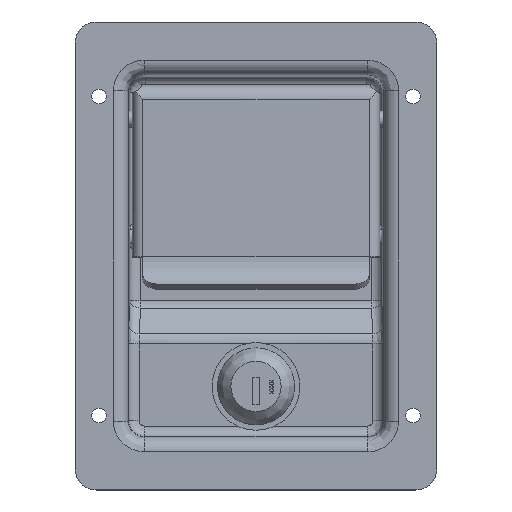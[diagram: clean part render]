
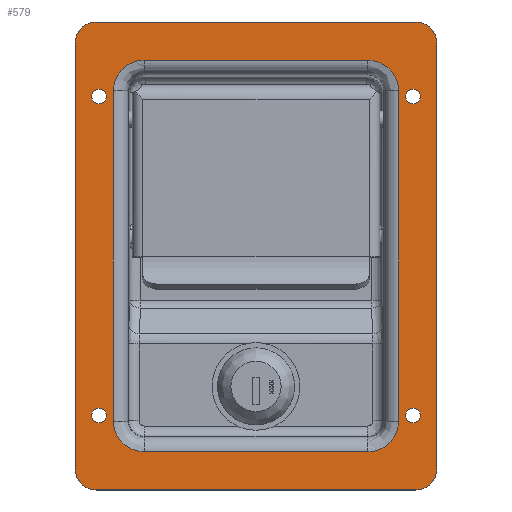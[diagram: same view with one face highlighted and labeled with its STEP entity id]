
A CAD part, top view. The second image highlights one B-rep face of the part: STEP entity #579.
In plain terms, the highlighted planar face has unit normal (0, 0, 1).
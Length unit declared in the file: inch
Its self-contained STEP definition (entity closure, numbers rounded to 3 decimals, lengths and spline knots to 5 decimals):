
#90=CARTESIAN_POINT('',(1.92969,-3.48392,0.0));
#91=VERTEX_POINT('',#90);
#92=CARTESIAN_POINT('',(1.84375,-3.48392,0.0));
#93=DIRECTION('',(0.0,0.0,-1.0));
#94=DIRECTION('',(-1.0,0.0,0.0));
#95=AXIS2_PLACEMENT_3D('',#92,#93,#94);
#96=CIRCLE('',#95,0.08594);
#97=EDGE_CURVE('',#91,#91,#96,.T.);
#118=CARTESIAN_POINT('',(-1.75781,0.26608,0.0));
#119=VERTEX_POINT('',#118);
#120=CARTESIAN_POINT('',(-1.84375,0.26608,0.0));
#121=DIRECTION('',(0.0,0.0,-1.0));
#122=DIRECTION('',(-1.0,0.0,0.0));
#123=AXIS2_PLACEMENT_3D('',#120,#121,#122);
#124=CIRCLE('',#123,0.08594);
#125=EDGE_CURVE('',#119,#119,#124,.T.);
#146=CARTESIAN_POINT('',(1.92969,0.26608,0.0));
#147=VERTEX_POINT('',#146);
#148=CARTESIAN_POINT('',(1.84375,0.26608,0.0));
#149=DIRECTION('',(0.0,0.0,-1.0));
#150=DIRECTION('',(-1.0,0.0,0.0));
#151=AXIS2_PLACEMENT_3D('',#148,#149,#150);
#152=CIRCLE('',#151,0.08594);
#153=EDGE_CURVE('',#147,#147,#152,.T.);
#174=CARTESIAN_POINT('',(-1.75781,-3.48392,0.0));
#175=VERTEX_POINT('',#174);
#176=CARTESIAN_POINT('',(-1.84375,-3.48392,0.0));
#177=DIRECTION('',(0.0,0.0,-1.0));
#178=DIRECTION('',(-1.0,0.0,0.0));
#179=AXIS2_PLACEMENT_3D('',#176,#177,#178);
#180=CIRCLE('',#179,0.08594);
#181=EDGE_CURVE('',#175,#175,#180,.T.);
#202=CARTESIAN_POINT('',(2.125,-4.10892,0.0));
#203=VERTEX_POINT('',#202);
#210=CARTESIAN_POINT('',(1.875,-4.35892,0.0));
#211=VERTEX_POINT('',#210);
#212=CARTESIAN_POINT('',(1.875,-4.10892,0.0));
#213=DIRECTION('',(0.0,0.0,-1.0));
#214=DIRECTION('',(0.707,-0.707,0.0));
#215=AXIS2_PLACEMENT_3D('',#212,#213,#214);
#216=CIRCLE('',#215,0.25);
#217=EDGE_CURVE('',#203,#211,#216,.T.);
#242=CARTESIAN_POINT('',(2.125,0.89108,0.0));
#243=VERTEX_POINT('',#242);
#250=CARTESIAN_POINT('',(2.125,-4.10892,0.0));
#251=DIRECTION('',(0.0,1.0,0.0));
#252=VECTOR('',#251,5.);
#253=LINE('',#250,#252);
#254=EDGE_CURVE('',#203,#243,#253,.T.);
#406=CARTESIAN_POINT('',(-1.875,-4.35892,0.0));
#407=VERTEX_POINT('',#406);
#414=CARTESIAN_POINT('',(-2.125,-4.10892,0.0));
#415=VERTEX_POINT('',#414);
#416=CARTESIAN_POINT('',(-1.875,-4.10892,0.0));
#417=DIRECTION('',(0.0,0.0,-1.0));
#418=DIRECTION('',(-0.707,-0.707,0.0));
#419=AXIS2_PLACEMENT_3D('',#416,#417,#418);
#420=CIRCLE('',#419,0.25);
#421=EDGE_CURVE('',#407,#415,#420,.T.);
#438=CARTESIAN_POINT('',(-2.125,0.89108,0.0));
#439=VERTEX_POINT('',#438);
#440=CARTESIAN_POINT('',(-2.125,0.89108,0.0));
#441=DIRECTION('',(0.0,-1.0,0.0));
#442=VECTOR('',#441,5.);
#443=LINE('',#440,#442);
#444=EDGE_CURVE('',#439,#415,#443,.T.);
#456=CARTESIAN_POINT('',(0.,-1.60892,0.0));
#457=DIRECTION('',(0.0,0.0,1.0));
#458=DIRECTION('',(1.0,0.0,0.0));
#459=AXIS2_PLACEMENT_3D('',#456,#457,#458);
#460=PLANE('',#459);
#461=ORIENTED_EDGE('',*,*,#217,.F.);
#462=ORIENTED_EDGE('',*,*,#254,.T.);
#463=CARTESIAN_POINT('',(1.875,1.14108,0.0));
#464=VERTEX_POINT('',#463);
#465=CARTESIAN_POINT('',(1.875,0.89108,0.0));
#466=DIRECTION('',(0.0,0.0,-1.0));
#467=DIRECTION('',(0.707,0.707,0.0));
#468=AXIS2_PLACEMENT_3D('',#465,#466,#467);
#469=CIRCLE('',#468,0.25);
#470=EDGE_CURVE('',#464,#243,#469,.T.);
#471=ORIENTED_EDGE('',*,*,#470,.F.);
#472=CARTESIAN_POINT('',(-1.875,1.14108,0.0));
#473=VERTEX_POINT('',#472);
#474=CARTESIAN_POINT('',(1.875,1.14108,0.0));
#475=DIRECTION('',(-1.0,0.0,0.0));
#476=VECTOR('',#475,3.75);
#477=LINE('',#474,#476);
#478=EDGE_CURVE('',#464,#473,#477,.T.);
#479=ORIENTED_EDGE('',*,*,#478,.T.);
#480=CARTESIAN_POINT('',(-1.875,0.89108,0.0));
#481=DIRECTION('',(0.0,0.0,-1.0));
#482=DIRECTION('',(-0.707,0.707,0.0));
#483=AXIS2_PLACEMENT_3D('',#480,#481,#482);
#484=CIRCLE('',#483,0.25);
#485=EDGE_CURVE('',#439,#473,#484,.T.);
#486=ORIENTED_EDGE('',*,*,#485,.F.);
#487=ORIENTED_EDGE('',*,*,#444,.T.);
#488=ORIENTED_EDGE('',*,*,#421,.F.);
#489=CARTESIAN_POINT('',(-1.875,-4.35892,0.0));
#490=DIRECTION('',(1.0,0.0,0.0));
#491=VECTOR('',#490,3.75);
#492=LINE('',#489,#491);
#493=EDGE_CURVE('',#407,#211,#492,.T.);
#494=ORIENTED_EDGE('',*,*,#493,.T.);
#495=EDGE_LOOP('',(#461,#462,#471,#479,#486,#487,#488,#494));
#496=FACE_OUTER_BOUND('',#495,.T.);
#497=ORIENTED_EDGE('',*,*,#97,.T.);
#498=EDGE_LOOP('',(#497));
#499=FACE_BOUND('',#498,.T.);
#500=ORIENTED_EDGE('',*,*,#125,.T.);
#501=EDGE_LOOP('',(#500));
#502=FACE_BOUND('',#501,.T.);
#503=ORIENTED_EDGE('',*,*,#153,.T.);
#504=EDGE_LOOP('',(#503));
#505=FACE_BOUND('',#504,.T.);
#506=ORIENTED_EDGE('',*,*,#181,.T.);
#507=EDGE_LOOP('',(#506));
#508=FACE_BOUND('',#507,.T.);
#509=CARTESIAN_POINT('',(-1.67564,0.33163,0.0));
#510=VERTEX_POINT('',#509);
#511=CARTESIAN_POINT('',(-1.67564,-3.54948,0.0));
#512=VERTEX_POINT('',#511);
#513=CARTESIAN_POINT('',(-1.67564,0.33163,0.0));
#514=DIRECTION('',(0.0,-1.0,0.0));
#515=VECTOR('',#514,3.88111);
#516=LINE('',#513,#515);
#517=EDGE_CURVE('',#510,#512,#516,.T.);
#518=ORIENTED_EDGE('',*,*,#517,.F.);
#519=CARTESIAN_POINT('',(-1.31556,0.69171,0.0));
#520=VERTEX_POINT('',#519);
#521=CARTESIAN_POINT('',(-1.31512,0.33119,0.0));
#522=DIRECTION('',(0.0,0.0,1.0));
#523=DIRECTION('',(-0.707,0.707,0.0));
#524=AXIS2_PLACEMENT_3D('',#521,#522,#523);
#525=ELLIPSE('',#524,0.36074,0.3603);
#526=EDGE_CURVE('',#520,#510,#525,.T.);
#527=ORIENTED_EDGE('',*,*,#526,.F.);
#528=CARTESIAN_POINT('',(1.31556,0.69171,0.0));
#529=VERTEX_POINT('',#528);
#530=CARTESIAN_POINT('',(1.31556,0.69171,0.0));
#531=DIRECTION('',(-1.0,0.0,0.0));
#532=VECTOR('',#531,2.63111);
#533=LINE('',#530,#532);
#534=EDGE_CURVE('',#529,#520,#533,.T.);
#535=ORIENTED_EDGE('',*,*,#534,.F.);
#536=CARTESIAN_POINT('',(1.67564,0.33163,0.0));
#537=VERTEX_POINT('',#536);
#538=CARTESIAN_POINT('',(1.31512,0.33119,0.0));
#539=DIRECTION('',(0.0,0.0,1.0));
#540=DIRECTION('',(0.707,0.707,0.0));
#541=AXIS2_PLACEMENT_3D('',#538,#539,#540);
#542=ELLIPSE('',#541,0.36074,0.3603);
#543=EDGE_CURVE('',#537,#529,#542,.T.);
#544=ORIENTED_EDGE('',*,*,#543,.F.);
#545=CARTESIAN_POINT('',(1.67564,-3.54948,0.0));
#546=VERTEX_POINT('',#545);
#547=CARTESIAN_POINT('',(1.67564,-3.54948,0.0));
#548=DIRECTION('',(0.0,1.0,0.0));
#549=VECTOR('',#548,3.88111);
#550=LINE('',#547,#549);
#551=EDGE_CURVE('',#546,#537,#550,.T.);
#552=ORIENTED_EDGE('',*,*,#551,.F.);
#553=CARTESIAN_POINT('',(1.31556,-3.90956,0.0));
#554=VERTEX_POINT('',#553);
#555=CARTESIAN_POINT('',(1.31512,-3.54904,0.0));
#556=DIRECTION('',(0.0,0.0,1.0));
#557=DIRECTION('',(0.707,-0.707,0.0));
#558=AXIS2_PLACEMENT_3D('',#555,#556,#557);
#559=ELLIPSE('',#558,0.36074,0.3603);
#560=EDGE_CURVE('',#554,#546,#559,.T.);
#561=ORIENTED_EDGE('',*,*,#560,.F.);
#562=CARTESIAN_POINT('',(-1.31556,-3.90956,0.0));
#563=VERTEX_POINT('',#562);
#564=CARTESIAN_POINT('',(-1.31556,-3.90956,0.0));
#565=DIRECTION('',(1.0,0.0,0.0));
#566=VECTOR('',#565,2.63111);
#567=LINE('',#564,#566);
#568=EDGE_CURVE('',#563,#554,#567,.T.);
#569=ORIENTED_EDGE('',*,*,#568,.F.);
#570=CARTESIAN_POINT('',(-1.31512,-3.54904,0.0));
#571=DIRECTION('',(0.0,0.0,1.0));
#572=DIRECTION('',(-0.707,-0.707,0.0));
#573=AXIS2_PLACEMENT_3D('',#570,#571,#572);
#574=ELLIPSE('',#573,0.36074,0.3603);
#575=EDGE_CURVE('',#512,#563,#574,.T.);
#576=ORIENTED_EDGE('',*,*,#575,.F.);
#577=EDGE_LOOP('',(#518,#527,#535,#544,#552,#561,#569,#576));
#578=FACE_BOUND('',#577,.T.);
#579=ADVANCED_FACE('',(#496,#499,#502,#505,#508,#578),#460,.T.);
